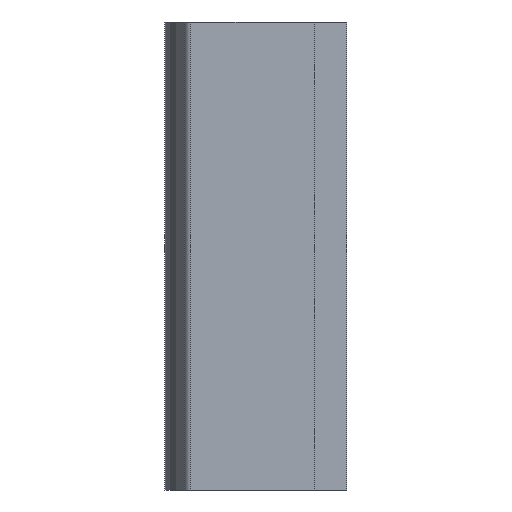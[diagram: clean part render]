
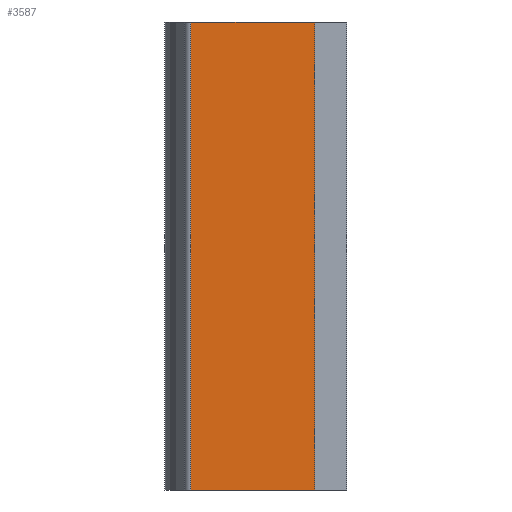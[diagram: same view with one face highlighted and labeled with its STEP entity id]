
A CAD part, left-side view. The second image highlights one B-rep face of the part: STEP entity #3587.
In plain terms, the highlighted planar face has unit normal (-1, 0, 0).
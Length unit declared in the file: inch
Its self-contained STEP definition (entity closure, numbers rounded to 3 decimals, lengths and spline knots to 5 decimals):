
#319 = LINE ( 'NONE', #4961, #10179 ) ;
#631 = CARTESIAN_POINT ( 'NONE',  ( -0.9375, 0.566, 2.25 ) ) ;
#705 = ORIENTED_EDGE ( 'NONE', *, *, #11693, .T. ) ;
#1716 = ORIENTED_EDGE ( 'NONE', *, *, #4944, .T. ) ;
#1959 = CARTESIAN_POINT ( 'NONE',  ( -0.9375, -0.625, -2.79921 ) ) ;
#2370 = EDGE_CURVE ( 'NONE', #11609, #6767, #12208, .T. ) ;
#2743 = CARTESIAN_POINT ( 'NONE',  ( -0.9375, 0., -2.25 ) ) ;
#2898 = DIRECTION ( 'NONE',  ( 0., 1., 0. ) ) ;
#3283 = VECTOR ( 'NONE', #7350, 39.37008 ) ;
#3587 = ADVANCED_FACE ( 'NONE', ( #10032 ), #7946, .F. ) ;
#3622 = DIRECTION ( 'NONE',  ( 0., 0., -1. ) ) ;
#3918 = ORIENTED_EDGE ( 'NONE', *, *, #2370, .F. ) ;
#4367 = EDGE_LOOP ( 'NONE', ( #705, #9967, #3918, #1716 ) ) ;
#4474 = VERTEX_POINT ( 'NONE', #10246 ) ;
#4944 = EDGE_CURVE ( 'NONE', #11609, #4474, #6272, .T. ) ;
#4961 = CARTESIAN_POINT ( 'NONE',  ( -0.9375, 0., 2.25 ) ) ;
#5590 = VECTOR ( 'NONE', #3622, 39.37008 ) ;
#5722 = CARTESIAN_POINT ( 'NONE',  ( -0.9375, 0.566, -2.25 ) ) ;
#6272 = LINE ( 'NONE', #1959, #3283 ) ;
#6767 = VERTEX_POINT ( 'NONE', #8703 ) ;
#6836 = AXIS2_PLACEMENT_3D ( 'NONE', #2743, #11037, #12258 ) ;
#7350 = DIRECTION ( 'NONE',  ( 0., 0., 1. ) ) ;
#7946 = PLANE ( 'NONE',  #6836 ) ;
#7976 = DIRECTION ( 'NONE',  ( 0., 1., 0. ) ) ;
#8633 = VERTEX_POINT ( 'NONE', #631 ) ;
#8703 = CARTESIAN_POINT ( 'NONE',  ( -0.9375, 0.566, -2.25 ) ) ;
#9291 = EDGE_CURVE ( 'NONE', #8633, #6767, #12960, .T. ) ;
#9866 = CARTESIAN_POINT ( 'NONE',  ( -0.9375, -0.625, -2.25 ) ) ;
#9967 = ORIENTED_EDGE ( 'NONE', *, *, #9291, .T. ) ;
#10032 = FACE_OUTER_BOUND ( 'NONE', #4367, .T. ) ;
#10179 = VECTOR ( 'NONE', #7976, 39.37008 ) ;
#10237 = CARTESIAN_POINT ( 'NONE',  ( -0.9375, 0., -2.25 ) ) ;
#10246 = CARTESIAN_POINT ( 'NONE',  ( -0.9375, -0.625, 2.25 ) ) ;
#11037 = DIRECTION ( 'NONE',  ( 1., 0., 0. ) ) ;
#11609 = VERTEX_POINT ( 'NONE', #9866 ) ;
#11693 = EDGE_CURVE ( 'NONE', #4474, #8633, #319, .T. ) ;
#11858 = VECTOR ( 'NONE', #2898, 39.37008 ) ;
#12208 = LINE ( 'NONE', #10237, #11858 ) ;
#12258 = DIRECTION ( 'NONE',  ( 0., 0., -1. ) ) ;
#12960 = LINE ( 'NONE', #5722, #5590 ) ;
